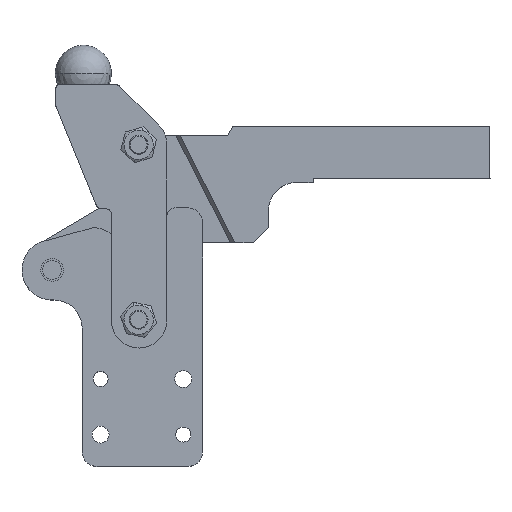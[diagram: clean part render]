
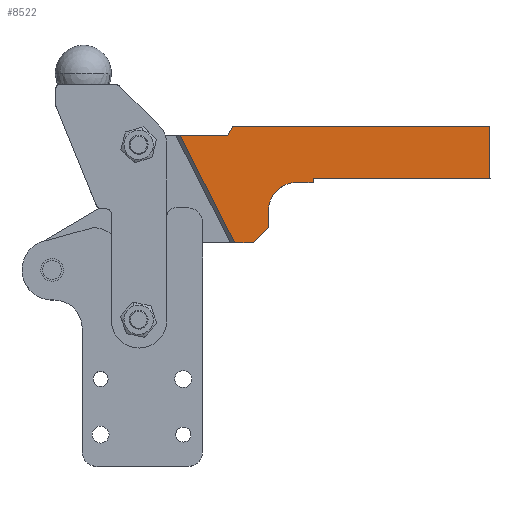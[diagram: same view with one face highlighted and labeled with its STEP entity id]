
A CAD part, top view. The second image highlights one B-rep face of the part: STEP entity #8522.
In plain terms, the highlighted planar face has unit normal (0, 0, 1).
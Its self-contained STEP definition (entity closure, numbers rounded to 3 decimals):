
#8402=CARTESIAN_POINT('',(165.006,633.547,52.));
#8403=VERTEX_POINT('',#8402);
#8410=CARTESIAN_POINT('',(165.006,605.547,52.));
#8411=VERTEX_POINT('',#8410);
#8412=CARTESIAN_POINT('',(165.006,605.547,52.));
#8413=DIRECTION('',(0.0,1.0,0.0));
#8414=VECTOR('',#8413,28.0);
#8415=LINE('',#8412,#8414);
#8416=EDGE_CURVE('',#8411,#8403,#8415,.T.);
#8427=CARTESIAN_POINT('',(-22.804,584.276,52.));
#8428=DIRECTION('',(0.0,0.0,1.0));
#8429=DIRECTION('',(1.0,0.0,0.0));
#8430=AXIS2_PLACEMENT_3D('',#8427,#8428,#8429);
#8431=PLANE('',#8430);
#8432=ORIENTED_EDGE('',*,*,#8416,.T.);
#8433=CARTESIAN_POINT('',(28.339,633.547,52.));
#8434=VERTEX_POINT('',#8433);
#8435=CARTESIAN_POINT('',(28.339,633.547,52.));
#8436=DIRECTION('',(1.0,0.0,0.0));
#8437=VECTOR('',#8436,136.667);
#8438=LINE('',#8435,#8437);
#8439=EDGE_CURVE('',#8434,#8403,#8438,.T.);
#8440=ORIENTED_EDGE('',*,*,#8439,.F.);
#8441=CARTESIAN_POINT('',(25.452,628.547,52.));
#8442=VERTEX_POINT('',#8441);
#8443=CARTESIAN_POINT('',(25.452,628.547,52.));
#8444=DIRECTION('',(0.5,0.866,0.));
#8445=VECTOR('',#8444,5.774);
#8446=LINE('',#8443,#8445);
#8447=EDGE_CURVE('',#8442,#8434,#8446,.T.);
#8448=ORIENTED_EDGE('',*,*,#8447,.F.);
#8449=CARTESIAN_POINT('',(0.256,628.547,52.));
#8450=VERTEX_POINT('',#8449);
#8451=CARTESIAN_POINT('',(0.256,628.547,52.));
#8452=DIRECTION('',(1.0,0.0,0.0));
#8453=VECTOR('',#8452,25.196);
#8454=LINE('',#8451,#8453);
#8455=EDGE_CURVE('',#8450,#8442,#8454,.T.);
#8456=ORIENTED_EDGE('',*,*,#8455,.F.);
#8457=CARTESIAN_POINT('',(29.256,571.547,52.));
#8458=VERTEX_POINT('',#8457);
#8459=CARTESIAN_POINT('',(0.256,628.547,52.));
#8460=DIRECTION('',(0.453,-0.891,0.));
#8461=VECTOR('',#8460,63.953);
#8462=LINE('',#8459,#8461);
#8463=EDGE_CURVE('',#8450,#8458,#8462,.T.);
#8464=ORIENTED_EDGE('',*,*,#8463,.T.);
#8465=CARTESIAN_POINT('',(39.256,571.547,52.));
#8466=VERTEX_POINT('',#8465);
#8467=CARTESIAN_POINT('',(39.256,571.547,52.));
#8468=DIRECTION('',(-1.0,0.0,0.0));
#8469=VECTOR('',#8468,10.);
#8470=LINE('',#8467,#8469);
#8471=EDGE_CURVE('',#8466,#8458,#8470,.T.);
#8472=ORIENTED_EDGE('',*,*,#8471,.F.);
#8473=CARTESIAN_POINT('',(47.256,579.547,52.));
#8474=VERTEX_POINT('',#8473);
#8475=CARTESIAN_POINT('',(47.256,579.547,52.));
#8476=DIRECTION('',(-0.707,-0.707,0.));
#8477=VECTOR('',#8476,11.314);
#8478=LINE('',#8475,#8477);
#8479=EDGE_CURVE('',#8474,#8466,#8478,.T.);
#8480=ORIENTED_EDGE('',*,*,#8479,.F.);
#8481=CARTESIAN_POINT('',(47.256,588.547,52.));
#8482=VERTEX_POINT('',#8481);
#8483=CARTESIAN_POINT('',(47.256,588.547,52.));
#8484=DIRECTION('',(0.0,-1.0,0.0));
#8485=VECTOR('',#8484,9.0);
#8486=LINE('',#8483,#8485);
#8487=EDGE_CURVE('',#8482,#8474,#8486,.T.);
#8488=ORIENTED_EDGE('',*,*,#8487,.F.);
#8489=CARTESIAN_POINT('',(62.256,603.547,52.));
#8490=VERTEX_POINT('',#8489);
#8491=CARTESIAN_POINT('',(62.256,588.547,52.));
#8492=DIRECTION('',(0.0,0.0,1.0));
#8493=DIRECTION('',(0.0,-1.0,0.0));
#8494=AXIS2_PLACEMENT_3D('',#8491,#8492,#8493);
#8495=CIRCLE('',#8494,15.0);
#8496=EDGE_CURVE('',#8490,#8482,#8495,.T.);
#8497=ORIENTED_EDGE('',*,*,#8496,.F.);
#8498=CARTESIAN_POINT('',(71.006,603.547,52.));
#8499=VERTEX_POINT('',#8498);
#8500=CARTESIAN_POINT('',(71.006,603.547,52.));
#8501=DIRECTION('',(-1.0,0.0,0.0));
#8502=VECTOR('',#8501,8.75);
#8503=LINE('',#8500,#8502);
#8504=EDGE_CURVE('',#8499,#8490,#8503,.T.);
#8505=ORIENTED_EDGE('',*,*,#8504,.F.);
#8506=CARTESIAN_POINT('',(71.006,605.547,52.));
#8507=VERTEX_POINT('',#8506);
#8508=CARTESIAN_POINT('',(71.006,605.547,52.));
#8509=DIRECTION('',(0.0,-1.0,0.0));
#8510=VECTOR('',#8509,2.);
#8511=LINE('',#8508,#8510);
#8512=EDGE_CURVE('',#8507,#8499,#8511,.T.);
#8513=ORIENTED_EDGE('',*,*,#8512,.F.);
#8514=CARTESIAN_POINT('',(165.006,605.547,52.));
#8515=DIRECTION('',(-1.0,0.0,0.0));
#8516=VECTOR('',#8515,94.);
#8517=LINE('',#8514,#8516);
#8518=EDGE_CURVE('',#8411,#8507,#8517,.T.);
#8519=ORIENTED_EDGE('',*,*,#8518,.F.);
#8520=EDGE_LOOP('',(#8432,#8440,#8448,#8456,#8464,#8472,#8480,#8488,#8497,#8505,#8513,#8519));
#8521=FACE_OUTER_BOUND('',#8520,.T.);
#8522=ADVANCED_FACE('',(#8521),#8431,.T.);
